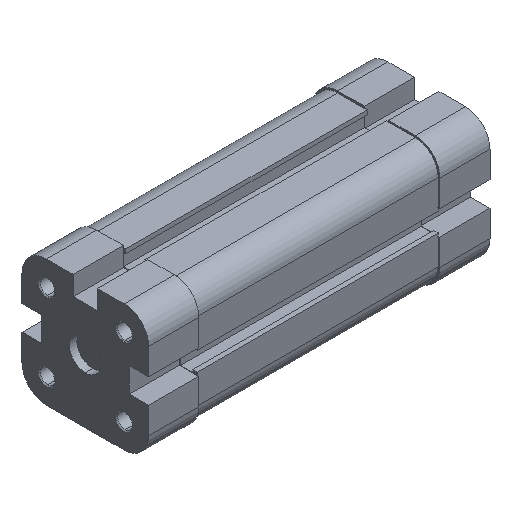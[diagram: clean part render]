
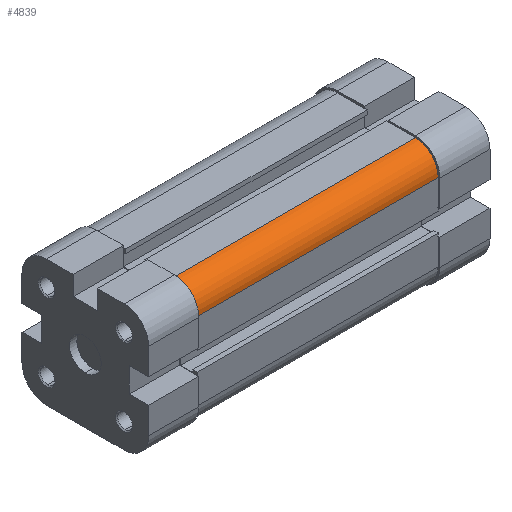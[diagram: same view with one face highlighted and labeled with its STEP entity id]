
A CAD part, isometric view. The second image highlights one B-rep face of the part: STEP entity #4839.
In plain terms, the highlighted cylindrical face has radius 6.5 mm (diameter 13 mm), a partial arc.
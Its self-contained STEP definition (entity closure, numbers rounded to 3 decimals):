
#11 = CARTESIAN_POINT ( 'NONE',  ( 35., 6.5, 0. ) ) ;
#37 = CARTESIAN_POINT ( 'NONE',  ( 28.5, 0., -68.5 ) ) ;
#376 = CARTESIAN_POINT ( 'NONE',  ( 35., 6.5, -68.5 ) ) ;
#382 = DIRECTION ( 'NONE',  ( 0., 0., 1. ) ) ;
#401 = CARTESIAN_POINT ( 'NONE',  ( 28.5, 0., -68.5 ) ) ;
#402 = DIRECTION ( 'NONE',  ( 0., 0., 1. ) ) ;
#423 = CARTESIAN_POINT ( 'NONE',  ( 28.5, 6.5, -68.5 ) ) ;
#424 = DIRECTION ( 'NONE',  ( 0., 0., 1. ) ) ;
#425 = DIRECTION ( 'NONE',  ( 1., 0., 0. ) ) ;
#609 = CARTESIAN_POINT ( 'NONE',  ( 28.5, 6.5, 0. ) ) ;
#611 = DIRECTION ( 'NONE',  ( 0., 0., 1. ) ) ;
#612 = DIRECTION ( 'NONE',  ( 1., 0., 0. ) ) ;
#1254 = VERTEX_POINT ( 'NONE', #1282 ) ;
#1282 = CARTESIAN_POINT ( 'NONE',  ( 35., 6.5, -68.5 ) ) ;
#1307 = CARTESIAN_POINT ( 'NONE',  ( 28.5, 0., 0. ) ) ;
#1395 = VERTEX_POINT ( 'NONE', #1307 ) ;
#1541 = VERTEX_POINT ( 'NONE', #11 ) ;
#1567 = VERTEX_POINT ( 'NONE', #37 ) ;
#2406 = EDGE_CURVE ( 'NONE', #1254, #1541, #5895, .T. ) ;
#2414 = EDGE_CURVE ( 'NONE', #1567, #1395, #5901, .T. ) ;
#2424 = EDGE_CURVE ( 'NONE', #1567, #1254, #5928, .T. ) ;
#2502 = EDGE_CURVE ( 'NONE', #1395, #1541, #6050, .T. ) ;
#2988 = AXIS2_PLACEMENT_3D ( 'NONE', #423, #424, #425 ) ;
#3021 = AXIS2_PLACEMENT_3D ( 'NONE', #609, #611, #612 ) ;
#3412 = AXIS2_PLACEMENT_3D ( 'NONE', #4440, #4432, #4435 ) ;
#4264 = CYLINDRICAL_SURFACE ( 'NONE', #3412, 6.5 ) ;
#4265 = FACE_OUTER_BOUND ( 'NONE', #5091, .T. ) ;
#4432 = DIRECTION ( 'NONE',  ( 0., 0., 1. ) ) ;
#4435 = DIRECTION ( 'NONE',  ( 1., 0., 0. ) ) ;
#4440 = CARTESIAN_POINT ( 'NONE',  ( 28.5, 6.5, -68.5 ) ) ;
#4839 = ADVANCED_FACE ( 'NONE', ( #4265 ), #4264, .T. ) ;
#5091 = EDGE_LOOP ( 'NONE', ( #5122, #5123, #5124, #5125 ) ) ;
#5122 = ORIENTED_EDGE ( 'NONE', *, *, #2502, .F. ) ;
#5123 = ORIENTED_EDGE ( 'NONE', *, *, #2414, .F. ) ;
#5124 = ORIENTED_EDGE ( 'NONE', *, *, #2424, .T. ) ;
#5125 = ORIENTED_EDGE ( 'NONE', *, *, #2406, .T. ) ;
#5886 = VECTOR ( 'NONE', #382, 1000. ) ;
#5895 = LINE ( 'NONE', #376, #5886 ) ;
#5897 = VECTOR ( 'NONE', #402, 1000. ) ;
#5901 = LINE ( 'NONE', #401, #5897 ) ;
#5928 = CIRCLE ( 'NONE', #2988, 6.5 ) ;
#6050 = CIRCLE ( 'NONE', #3021, 6.5 ) ;
